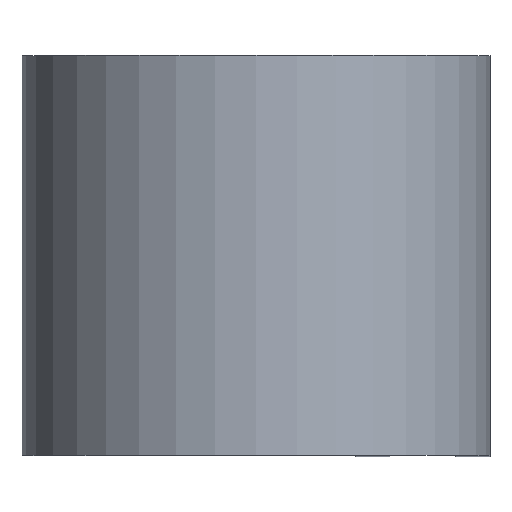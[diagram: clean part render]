
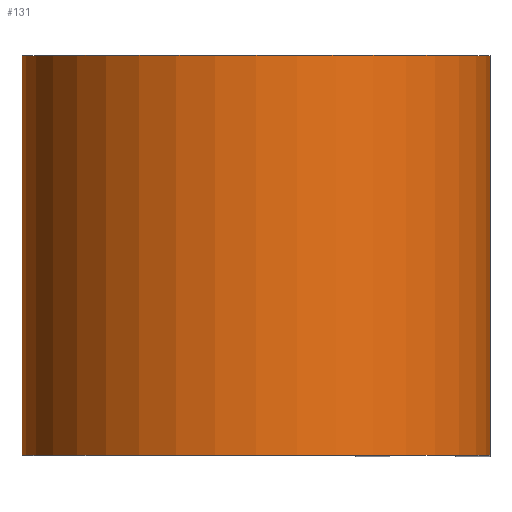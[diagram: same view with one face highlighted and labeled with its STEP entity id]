
A CAD part, top view. The second image highlights one B-rep face of the part: STEP entity #131.
In plain terms, the highlighted cylindrical face has radius 5.575 mm (diameter 11.151 mm), a partial arc.
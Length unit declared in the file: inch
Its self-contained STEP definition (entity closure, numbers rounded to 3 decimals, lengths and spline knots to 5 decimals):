
#4 = AXIS2_PLACEMENT_3D ( 'NONE', #116, #334, #183 ) ;
#9 = ORIENTED_EDGE ( 'NONE', *, *, #74, .T. ) ;
#12 = CARTESIAN_POINT ( 'NONE',  ( 0., 0.1875, 0. ) ) ;
#56 = DIRECTION ( 'NONE',  ( 0., -1., 0. ) ) ;
#58 = CARTESIAN_POINT ( 'NONE',  ( 0., 0.1875, 0. ) ) ;
#74 = EDGE_CURVE ( 'NONE', #527, #359, #419, .T. ) ;
#101 = LINE ( 'NONE', #289, #186 ) ;
#104 = CARTESIAN_POINT ( 'NONE',  ( 0., 0.1875, -0.2195 ) ) ;
#105 = CARTESIAN_POINT ( 'NONE',  ( 0., 0.1875, -0.2195 ) ) ;
#107 = FACE_OUTER_BOUND ( 'NONE', #531, .T. ) ;
#116 = CARTESIAN_POINT ( 'NONE',  ( 0., -0.1875, 0. ) ) ;
#120 = DIRECTION ( 'NONE',  ( 0., -1., 0. ) ) ;
#131 = ADVANCED_FACE ( 'NONE', ( #107 ), #511, .T. ) ;
#155 = DIRECTION ( 'NONE',  ( 0., 1., 0. ) ) ;
#166 = EDGE_CURVE ( 'NONE', #359, #631, #282, .T. ) ;
#180 = ORIENTED_EDGE ( 'NONE', *, *, #505, .F. ) ;
#183 = DIRECTION ( 'NONE',  ( 1., 0., 0. ) ) ;
#186 = VECTOR ( 'NONE', #448, 39.37008 ) ;
#210 = DIRECTION ( 'NONE',  ( 0., 0., -1. ) ) ;
#236 = CARTESIAN_POINT ( 'NONE',  ( 0., -0.1875, -0.2195 ) ) ;
#240 = AXIS2_PLACEMENT_3D ( 'NONE', #12, #56, #210 ) ;
#250 = VERTEX_POINT ( 'NONE', #433 ) ;
#274 = VECTOR ( 'NONE', #120, 39.37008 ) ;
#282 = CIRCLE ( 'NONE', #4, 0.2195 ) ;
#289 = CARTESIAN_POINT ( 'NONE',  ( 0.2195, 0.1875, 0. ) ) ;
#309 = EDGE_CURVE ( 'NONE', #250, #631, #101, .T. ) ;
#334 = DIRECTION ( 'NONE',  ( 0., 1., 0. ) ) ;
#344 = CIRCLE ( 'NONE', #408, 0.2195 ) ;
#359 = VERTEX_POINT ( 'NONE', #236 ) ;
#408 = AXIS2_PLACEMENT_3D ( 'NONE', #58, #155, #463 ) ;
#419 = LINE ( 'NONE', #105, #274 ) ;
#423 = ORIENTED_EDGE ( 'NONE', *, *, #309, .F. ) ;
#426 = CARTESIAN_POINT ( 'NONE',  ( 0.2195, -0.1875, 0. ) ) ;
#433 = CARTESIAN_POINT ( 'NONE',  ( 0.2195, 0.1875, 0. ) ) ;
#448 = DIRECTION ( 'NONE',  ( 0., -1., 0. ) ) ;
#463 = DIRECTION ( 'NONE',  ( 1., 0., 0. ) ) ;
#505 = EDGE_CURVE ( 'NONE', #527, #250, #344, .T. ) ;
#511 = CYLINDRICAL_SURFACE ( 'NONE', #240, 0.2195 ) ;
#527 = VERTEX_POINT ( 'NONE', #104 ) ;
#531 = EDGE_LOOP ( 'NONE', ( #590, #423, #180, #9 ) ) ;
#590 = ORIENTED_EDGE ( 'NONE', *, *, #166, .T. ) ;
#631 = VERTEX_POINT ( 'NONE', #426 ) ;
